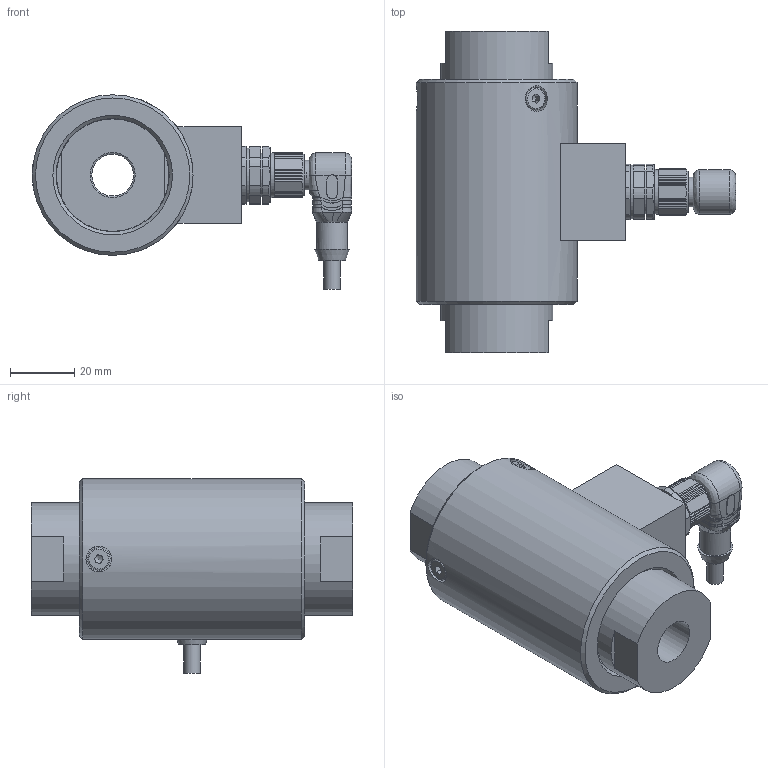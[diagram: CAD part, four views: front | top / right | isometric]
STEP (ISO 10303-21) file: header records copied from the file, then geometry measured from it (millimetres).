
FILE_DESCRIPTION (( 'STEP AP214' ), '1' );
FILE_NAME ('a_ZK2A10k...20K-S2 STEP.STEP', '2025-05-05T13:25:40', ( '' ), ( '' ), 'SwSTEP 2.0', 'SolidWorks 2023', '' );
FILE_SCHEMA (( 'AUTOMOTIVE_DESIGN' ));
Length unit declared in the file: millimetre
Products named in the file (1): a_ZK2A10k...20K-S2 STEP
Bounding box: 99.35 x 100 x 60.52 mm (x, y, z)
Volume: 164696 mm3; surface area: 51577.4 mm2
Topology: 12 solids, 17 shells, 871 faces, 2221 edges, 1417 vertices
Faces by surface type: plane 487, cylinder 207, cone 101, bspline 63, torus 13
Full cylindrical faces by diameter (mm): 1 x8, 1.1 x4, 1.15 x4, 1.2 x1, 1.5 x4, 1.55 x8, 1.6 x8, 1.85 x4, 2.5 x4, 3 x4, 3.3 x3, 3.4 x4, 4 x3, 4.3 x3, 5.2 x1, 5.7 x4, 7 x3, 7.65 x1, 8 x3, 8.375 x1, 8.42 x1, 9.22 x1, 9.3 x1, 9.6 x1, 9.7 x1, 9.95 x1, 10.4 x1, 10.8 x1, 11 x1, 12 x1
Entity records: 28879 total; most frequent: CARTESIAN_POINT 9352, ORIENTED_EDGE 3926, DIRECTION 3763, EDGE_CURVE 1963, AXIS2_PLACEMENT_3D 1360, VERTEX_POINT 1341, EDGE_LOOP 1134, LINE 1043
